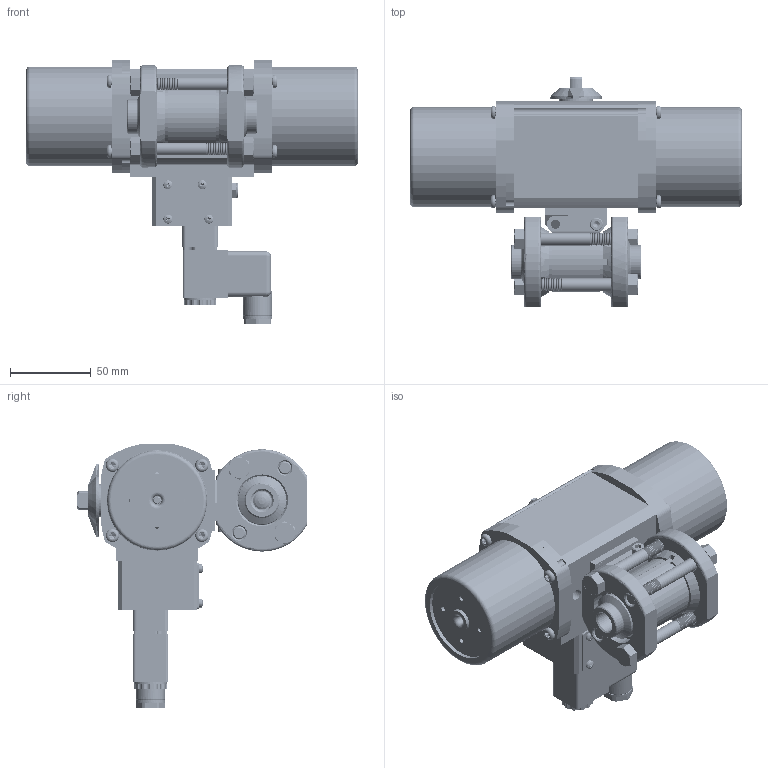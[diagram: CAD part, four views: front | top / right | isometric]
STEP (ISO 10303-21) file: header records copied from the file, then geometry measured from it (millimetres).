
FILE_DESCRIPTION (( 'STEP AP203' ), '1' );
FILE_NAME ('25XXTSWSA512SR3GPDS.step', '2018-06-12T17:43:47', ( '' ), ( '' ), 'SwSTEP 2.0', 'SolidWorks 2017', '' );
FILE_SCHEMA (( 'CONFIG_CONTROL_DESIGN' ));
Products named in the file (1): 25XXTSWSA512SR3GPDS
Bounding box: 206.12 x 142.33 x 163.68 mm (x, y, z)
Volume: 654244.4 mm3; surface area: 282283.8 mm2
Topology: 62 solids, 62 shells, 5770 faces, 15420 edges, 9842 vertices
Faces by surface type: cylinder 2846, cone 1794, plane 792, torus 219, bspline 105, sphere 14
Entity records: 219015 total; most frequent: CARTESIAN_POINT 78708, ORIENTED_EDGE 30548, DIRECTION 29785, EDGE_CURVE 15274, AXIS2_PLACEMENT_3D 12116, VERTEX_POINT 9838, CIRCLE 6450, EDGE_LOOP 6210
